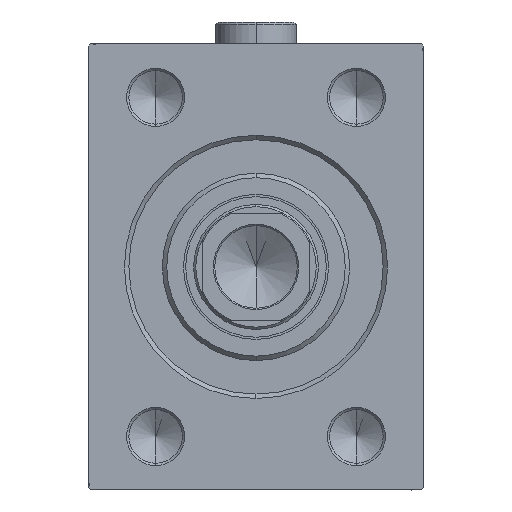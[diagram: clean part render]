
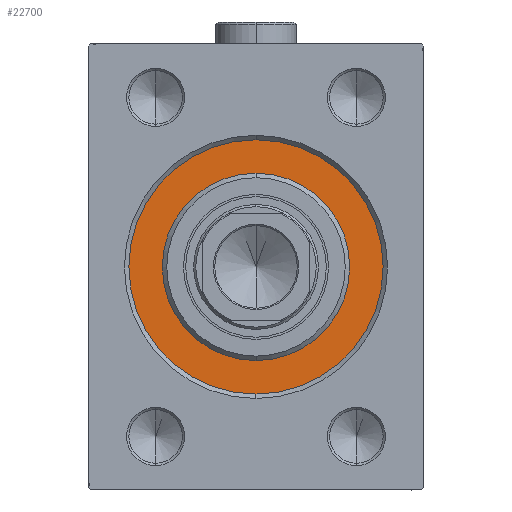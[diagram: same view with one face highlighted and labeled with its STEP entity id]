
A CAD part, left-side view. The second image highlights one B-rep face of the part: STEP entity #22700.
In plain terms, the highlighted face is planar.
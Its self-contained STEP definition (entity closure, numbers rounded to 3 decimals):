
#66 = EDGE_CURVE ( 'NONE', #10676, #11775, #33517, .T. ) ;
#3587 = CIRCLE ( 'NONE', #29278, 28.5 ) ;
#4132 = CARTESIAN_POINT ( 'NONE',  ( 0., 0., 0. ) ) ;
#4889 = AXIS2_PLACEMENT_3D ( 'NONE', #34661, #24314, #13497 ) ;
#5719 = DIRECTION ( 'NONE',  ( 0., 0., 1. ) ) ;
#5836 = DIRECTION ( 'NONE',  ( 0., 0., -1. ) ) ;
#6417 = EDGE_LOOP ( 'NONE', ( #40897, #13301 ) ) ;
#6740 = CARTESIAN_POINT ( 'NONE',  ( 0., 0., 0. ) ) ;
#8897 = CIRCLE ( 'NONE', #34586, 21. ) ;
#9168 = FACE_OUTER_BOUND ( 'NONE', #6417, .T. ) ;
#10676 = VERTEX_POINT ( 'NONE', #27007 ) ;
#11629 = CARTESIAN_POINT ( 'NONE',  ( 0., 0., 0. ) ) ;
#11775 = VERTEX_POINT ( 'NONE', #34094 ) ;
#12952 = DIRECTION ( 'NONE',  ( 1., 0., 0. ) ) ;
#13026 = CIRCLE ( 'NONE', #38741, 28.5 ) ;
#13301 = ORIENTED_EDGE ( 'NONE', *, *, #32368, .F. ) ;
#13497 = DIRECTION ( 'NONE',  ( 0., 0., -1. ) ) ;
#15215 = VERTEX_POINT ( 'NONE', #23034 ) ;
#15853 = EDGE_CURVE ( 'NONE', #11775, #10676, #8897, .T. ) ;
#16105 = ORIENTED_EDGE ( 'NONE', *, *, #66, .F. ) ;
#16511 = DIRECTION ( 'NONE',  ( -1., 0., 0. ) ) ;
#20195 = CARTESIAN_POINT ( 'NONE',  ( 0., 0., 0. ) ) ;
#20948 = EDGE_LOOP ( 'NONE', ( #26157, #16105 ) ) ;
#22700 = ADVANCED_FACE ( 'NONE', ( #26431, #9168 ), #23196, .F. ) ;
#22937 = DIRECTION ( 'NONE',  ( -1., 0., 0. ) ) ;
#23034 = CARTESIAN_POINT ( 'NONE',  ( 0., 0., 28.5 ) ) ;
#23196 = PLANE ( 'NONE',  #40101 ) ;
#24314 = DIRECTION ( 'NONE',  ( 1., 0., 0. ) ) ;
#25427 = DIRECTION ( 'NONE',  ( 0., 0., 1. ) ) ;
#26157 = ORIENTED_EDGE ( 'NONE', *, *, #15853, .F. ) ;
#26431 = FACE_BOUND ( 'NONE', #20948, .T. ) ;
#27007 = CARTESIAN_POINT ( 'NONE',  ( 0., 0., -21. ) ) ;
#29278 = AXIS2_PLACEMENT_3D ( 'NONE', #4132, #22937, #36965 ) ;
#32368 = EDGE_CURVE ( 'NONE', #15215, #42456, #13026, .T. ) ;
#33517 = CIRCLE ( 'NONE', #4889, 21. ) ;
#34003 = EDGE_CURVE ( 'NONE', #42456, #15215, #3587, .T. ) ;
#34094 = CARTESIAN_POINT ( 'NONE',  ( 0., 0., 21. ) ) ;
#34586 = AXIS2_PLACEMENT_3D ( 'NONE', #6740, #12952, #5836 ) ;
#34661 = CARTESIAN_POINT ( 'NONE',  ( 0., 0., 0. ) ) ;
#34832 = CARTESIAN_POINT ( 'NONE',  ( 0., 0., -28.5 ) ) ;
#36245 = DIRECTION ( 'NONE',  ( -1., 0., 0. ) ) ;
#36965 = DIRECTION ( 'NONE',  ( 0., 0., 1. ) ) ;
#38741 = AXIS2_PLACEMENT_3D ( 'NONE', #11629, #36245, #25427 ) ;
#40101 = AXIS2_PLACEMENT_3D ( 'NONE', #20195, #16511, #5719 ) ;
#40897 = ORIENTED_EDGE ( 'NONE', *, *, #34003, .F. ) ;
#42456 = VERTEX_POINT ( 'NONE', #34832 ) ;
